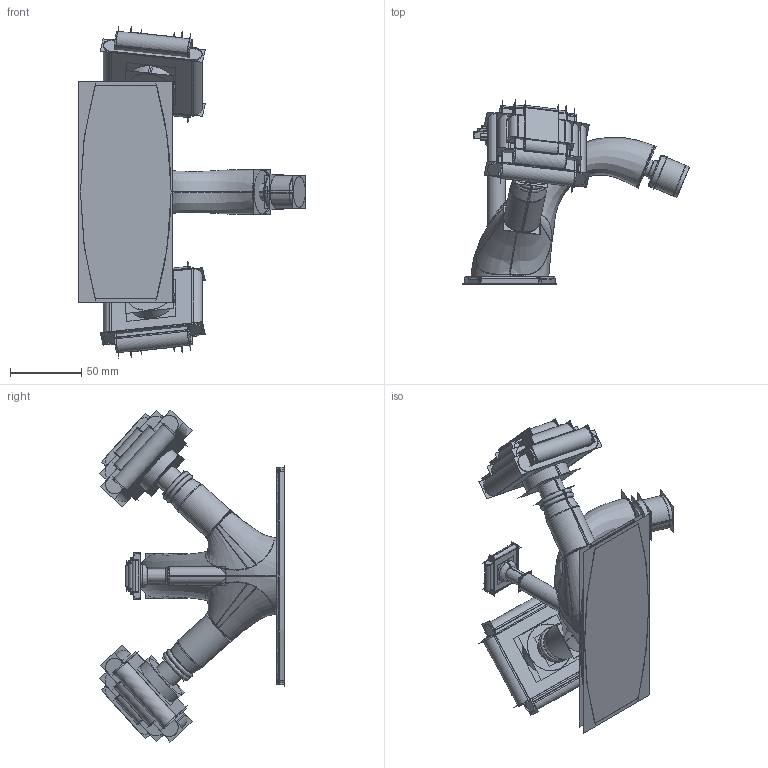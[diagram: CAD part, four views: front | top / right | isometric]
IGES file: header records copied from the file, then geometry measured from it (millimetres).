
Start section:  PTC IGES file: 2015BDT-1H-XX.igs
Global section: file name: 2015BDT-1H-XX.igs; native system: Creo Elements/Pro by Parametric Technology Corporation; preprocessor: 2015070; author: cheap; organization: Unknown; date: 20200319.144528; units: inch
Bounding box: 158.87 x 129.62 x 232.75 mm (x, y, z)
Surface area: 4695921.4 mm2
Topology: 29 solids, 29 shells, 484 faces, 2713 edges, 3763 vertices
Faces by surface type: bspline 258, revolution 224, extrusion 2
